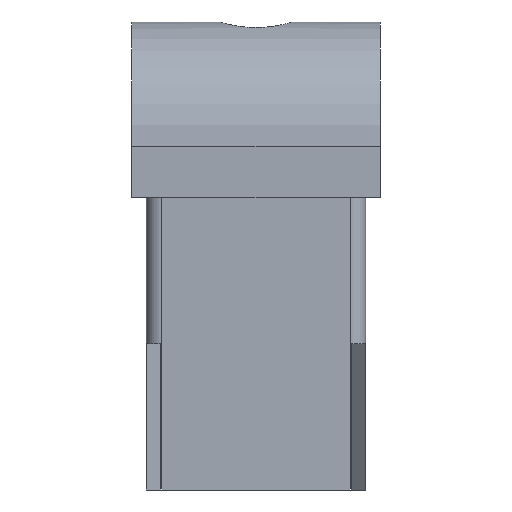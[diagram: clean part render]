
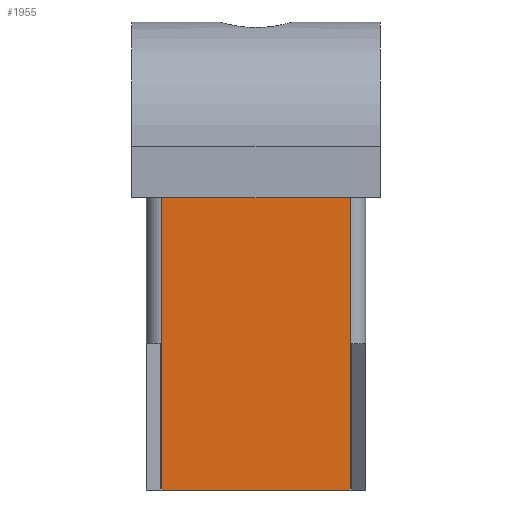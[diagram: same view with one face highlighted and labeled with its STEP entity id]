
A CAD part, left-side view. The second image highlights one B-rep face of the part: STEP entity #1955.
In plain terms, the highlighted planar face has unit normal (-1, 0, 0).
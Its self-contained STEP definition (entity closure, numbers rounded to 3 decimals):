
#79 = PLANE('',#80);
#80 = AXIS2_PLACEMENT_3D('',#81,#82,#83);
#81 = CARTESIAN_POINT('',(0.395,0.124,0.));
#82 = DIRECTION('',(-0.,-0.,-1.));
#83 = DIRECTION('',(-1.,0.,0.));
#314 = VERTEX_POINT('',#315);
#315 = CARTESIAN_POINT('',(-15.,12.879,0.));
#334 = CYLINDRICAL_SURFACE('',#335,2.121);
#335 = AXIS2_PLACEMENT_3D('',#336,#337,#338);
#336 = CARTESIAN_POINT('',(-12.879,12.879,0.));
#337 = DIRECTION('',(0.,0.,1.));
#338 = DIRECTION('',(1.,0.,0.));
#346 = EDGE_CURVE('',#314,#347,#349,.T.);
#347 = VERTEX_POINT('',#348);
#348 = CARTESIAN_POINT('',(-15.,-12.879,0.));
#349 = SURFACE_CURVE('',#350,(#354,#361),.PCURVE_S1.);
#350 = LINE('',#351,#352);
#351 = CARTESIAN_POINT('',(-15.,12.879,0.));
#352 = VECTOR('',#353,1.);
#353 = DIRECTION('',(0.,-1.,0.));
#354 = PCURVE('',#79,#355);
#355 = DEFINITIONAL_REPRESENTATION('',(#356),#360);
#356 = LINE('',#357,#358);
#357 = CARTESIAN_POINT('',(15.395,12.755));
#358 = VECTOR('',#359,1.);
#359 = DIRECTION('',(0.,-1.));
#360 = ( GEOMETRIC_REPRESENTATION_CONTEXT(2) 
PARAMETRIC_REPRESENTATION_CONTEXT() REPRESENTATION_CONTEXT('2D SPACE',''
  ) );
#361 = PCURVE('',#362,#367);
#362 = PLANE('',#363);
#363 = AXIS2_PLACEMENT_3D('',#364,#365,#366);
#364 = CARTESIAN_POINT('',(-15.,12.879,0.));
#365 = DIRECTION('',(-1.,0.,0.));
#366 = DIRECTION('',(0.,-1.,0.));
#367 = DEFINITIONAL_REPRESENTATION('',(#368),#372);
#368 = LINE('',#369,#370);
#369 = CARTESIAN_POINT('',(0.,0.));
#370 = VECTOR('',#371,1.);
#371 = DIRECTION('',(1.,0.));
#372 = ( GEOMETRIC_REPRESENTATION_CONTEXT(2) 
PARAMETRIC_REPRESENTATION_CONTEXT() REPRESENTATION_CONTEXT('2D SPACE',''
  ) );
#395 = CYLINDRICAL_SURFACE('',#396,2.121);
#396 = AXIS2_PLACEMENT_3D('',#397,#398,#399);
#397 = CARTESIAN_POINT('',(-12.879,-12.879,0.));
#398 = DIRECTION('',(0.,0.,1.));
#399 = DIRECTION('',(1.,0.,0.));
#1797 = VERTEX_POINT('',#1798);
#1798 = CARTESIAN_POINT('',(-15.,12.879,-20.));
#1825 = EDGE_CURVE('',#314,#1797,#1826,.T.);
#1826 = SURFACE_CURVE('',#1827,(#1831,#1838),.PCURVE_S1.);
#1827 = LINE('',#1828,#1829);
#1828 = CARTESIAN_POINT('',(-15.,12.879,0.));
#1829 = VECTOR('',#1830,1.);
#1830 = DIRECTION('',(-0.,-0.,-1.));
#1831 = PCURVE('',#334,#1832);
#1832 = DEFINITIONAL_REPRESENTATION('',(#1833),#1837);
#1833 = LINE('',#1834,#1835);
#1834 = CARTESIAN_POINT('',(3.142,0.));
#1835 = VECTOR('',#1836,1.);
#1836 = DIRECTION('',(0.,-1.));
#1837 = ( GEOMETRIC_REPRESENTATION_CONTEXT(2) 
PARAMETRIC_REPRESENTATION_CONTEXT() REPRESENTATION_CONTEXT('2D SPACE',''
  ) );
#1838 = PCURVE('',#362,#1839);
#1839 = DEFINITIONAL_REPRESENTATION('',(#1840),#1844);
#1840 = LINE('',#1841,#1842);
#1841 = CARTESIAN_POINT('',(0.,0.));
#1842 = VECTOR('',#1843,1.);
#1843 = DIRECTION('',(0.,-1.));
#1844 = ( GEOMETRIC_REPRESENTATION_CONTEXT(2) 
PARAMETRIC_REPRESENTATION_CONTEXT() REPRESENTATION_CONTEXT('2D SPACE',''
  ) );
#1955 = ADVANCED_FACE('',(#1956),#362,.T.);
#1956 = FACE_BOUND('',#1957,.T.);
#1957 = EDGE_LOOP('',(#1958,#1959,#1960,#1988,#2016,#2044));
#1958 = ORIENTED_EDGE('',*,*,#346,.F.);
#1959 = ORIENTED_EDGE('',*,*,#1825,.T.);
#1960 = ORIENTED_EDGE('',*,*,#1961,.T.);
#1961 = EDGE_CURVE('',#1797,#1962,#1964,.T.);
#1962 = VERTEX_POINT('',#1963);
#1963 = CARTESIAN_POINT('',(-15.,12.879,-40.));
#1964 = SURFACE_CURVE('',#1965,(#1969,#1976),.PCURVE_S1.);
#1965 = LINE('',#1966,#1967);
#1966 = CARTESIAN_POINT('',(-15.,12.879,0.));
#1967 = VECTOR('',#1968,1.);
#1968 = DIRECTION('',(-0.,-0.,-1.));
#1969 = PCURVE('',#362,#1970);
#1970 = DEFINITIONAL_REPRESENTATION('',(#1971),#1975);
#1971 = LINE('',#1972,#1973);
#1972 = CARTESIAN_POINT('',(0.,0.));
#1973 = VECTOR('',#1974,1.);
#1974 = DIRECTION('',(0.,-1.));
#1975 = ( GEOMETRIC_REPRESENTATION_CONTEXT(2) 
PARAMETRIC_REPRESENTATION_CONTEXT() REPRESENTATION_CONTEXT('2D SPACE',''
  ) );
#1976 = PCURVE('',#1977,#1982);
#1977 = PLANE('',#1978);
#1978 = AXIS2_PLACEMENT_3D('',#1979,#1980,#1981);
#1979 = CARTESIAN_POINT('',(-25.179,23.058,-20.));
#1980 = DIRECTION('',(-0.707,-0.707,0.));
#1981 = DIRECTION('',(0.707,-0.707,0.));
#1982 = DEFINITIONAL_REPRESENTATION('',(#1983),#1987);
#1983 = LINE('',#1984,#1985);
#1984 = CARTESIAN_POINT('',(14.395,20.));
#1985 = VECTOR('',#1986,1.);
#1986 = DIRECTION('',(0.,-1.));
#1987 = ( GEOMETRIC_REPRESENTATION_CONTEXT(2) 
PARAMETRIC_REPRESENTATION_CONTEXT() REPRESENTATION_CONTEXT('2D SPACE',''
  ) );
#1988 = ORIENTED_EDGE('',*,*,#1989,.F.);
#1989 = EDGE_CURVE('',#1990,#1962,#1992,.T.);
#1990 = VERTEX_POINT('',#1991);
#1991 = CARTESIAN_POINT('',(-15.,-12.879,-40.));
#1992 = SURFACE_CURVE('',#1993,(#1997,#2004),.PCURVE_S1.);
#1993 = LINE('',#1994,#1995);
#1994 = CARTESIAN_POINT('',(-15.,6.439,-40.));
#1995 = VECTOR('',#1996,1.);
#1996 = DIRECTION('',(0.,1.,0.));
#1997 = PCURVE('',#362,#1998);
#1998 = DEFINITIONAL_REPRESENTATION('',(#1999),#2003);
#1999 = LINE('',#2000,#2001);
#2000 = CARTESIAN_POINT('',(6.439,-40.));
#2001 = VECTOR('',#2002,1.);
#2002 = DIRECTION('',(-1.,0.));
#2003 = ( GEOMETRIC_REPRESENTATION_CONTEXT(2) 
PARAMETRIC_REPRESENTATION_CONTEXT() REPRESENTATION_CONTEXT('2D SPACE',''
  ) );
#2004 = PCURVE('',#2005,#2010);
#2005 = PLANE('',#2006);
#2006 = AXIS2_PLACEMENT_3D('',#2007,#2008,#2009);
#2007 = CARTESIAN_POINT('',(0.,0.,-40.));
#2008 = DIRECTION('',(-0.,-0.,-1.));
#2009 = DIRECTION('',(-1.,0.,0.));
#2010 = DEFINITIONAL_REPRESENTATION('',(#2011),#2015);
#2011 = LINE('',#2012,#2013);
#2012 = CARTESIAN_POINT('',(15.,6.439));
#2013 = VECTOR('',#2014,1.);
#2014 = DIRECTION('',(0.,1.));
#2015 = ( GEOMETRIC_REPRESENTATION_CONTEXT(2) 
PARAMETRIC_REPRESENTATION_CONTEXT() REPRESENTATION_CONTEXT('2D SPACE',''
  ) );
#2016 = ORIENTED_EDGE('',*,*,#2017,.F.);
#2017 = EDGE_CURVE('',#2018,#1990,#2020,.T.);
#2018 = VERTEX_POINT('',#2019);
#2019 = CARTESIAN_POINT('',(-15.,-12.879,-20.));
#2020 = SURFACE_CURVE('',#2021,(#2025,#2032),.PCURVE_S1.);
#2021 = LINE('',#2022,#2023);
#2022 = CARTESIAN_POINT('',(-15.,-12.879,0.));
#2023 = VECTOR('',#2024,1.);
#2024 = DIRECTION('',(-0.,-0.,-1.));
#2025 = PCURVE('',#362,#2026);
#2026 = DEFINITIONAL_REPRESENTATION('',(#2027),#2031);
#2027 = LINE('',#2028,#2029);
#2028 = CARTESIAN_POINT('',(25.757,0.));
#2029 = VECTOR('',#2030,1.);
#2030 = DIRECTION('',(0.,-1.));
#2031 = ( GEOMETRIC_REPRESENTATION_CONTEXT(2) 
PARAMETRIC_REPRESENTATION_CONTEXT() REPRESENTATION_CONTEXT('2D SPACE',''
  ) );
#2032 = PCURVE('',#2033,#2038);
#2033 = PLANE('',#2034);
#2034 = AXIS2_PLACEMENT_3D('',#2035,#2036,#2037);
#2035 = CARTESIAN_POINT('',(20.93,23.052,-20.));
#2036 = DIRECTION('',(-0.707,0.707,0.
    ));
#2037 = DIRECTION('',(-0.707,-0.707,0.
    ));
#2038 = DEFINITIONAL_REPRESENTATION('',(#2039),#2043);
#2039 = LINE('',#2040,#2041);
#2040 = CARTESIAN_POINT('',(50.813,20.));
#2041 = VECTOR('',#2042,1.);
#2042 = DIRECTION('',(0.,-1.));
#2043 = ( GEOMETRIC_REPRESENTATION_CONTEXT(2) 
PARAMETRIC_REPRESENTATION_CONTEXT() REPRESENTATION_CONTEXT('2D SPACE',''
  ) );
#2044 = ORIENTED_EDGE('',*,*,#2045,.F.);
#2045 = EDGE_CURVE('',#347,#2018,#2046,.T.);
#2046 = SURFACE_CURVE('',#2047,(#2051,#2058),.PCURVE_S1.);
#2047 = LINE('',#2048,#2049);
#2048 = CARTESIAN_POINT('',(-15.,-12.879,0.));
#2049 = VECTOR('',#2050,1.);
#2050 = DIRECTION('',(-0.,-0.,-1.));
#2051 = PCURVE('',#362,#2052);
#2052 = DEFINITIONAL_REPRESENTATION('',(#2053),#2057);
#2053 = LINE('',#2054,#2055);
#2054 = CARTESIAN_POINT('',(25.757,0.));
#2055 = VECTOR('',#2056,1.);
#2056 = DIRECTION('',(0.,-1.));
#2057 = ( GEOMETRIC_REPRESENTATION_CONTEXT(2) 
PARAMETRIC_REPRESENTATION_CONTEXT() REPRESENTATION_CONTEXT('2D SPACE',''
  ) );
#2058 = PCURVE('',#395,#2059);
#2059 = DEFINITIONAL_REPRESENTATION('',(#2060),#2064);
#2060 = LINE('',#2061,#2062);
#2061 = CARTESIAN_POINT('',(3.142,0.));
#2062 = VECTOR('',#2063,1.);
#2063 = DIRECTION('',(0.,-1.));
#2064 = ( GEOMETRIC_REPRESENTATION_CONTEXT(2) 
PARAMETRIC_REPRESENTATION_CONTEXT() REPRESENTATION_CONTEXT('2D SPACE',''
  ) );
